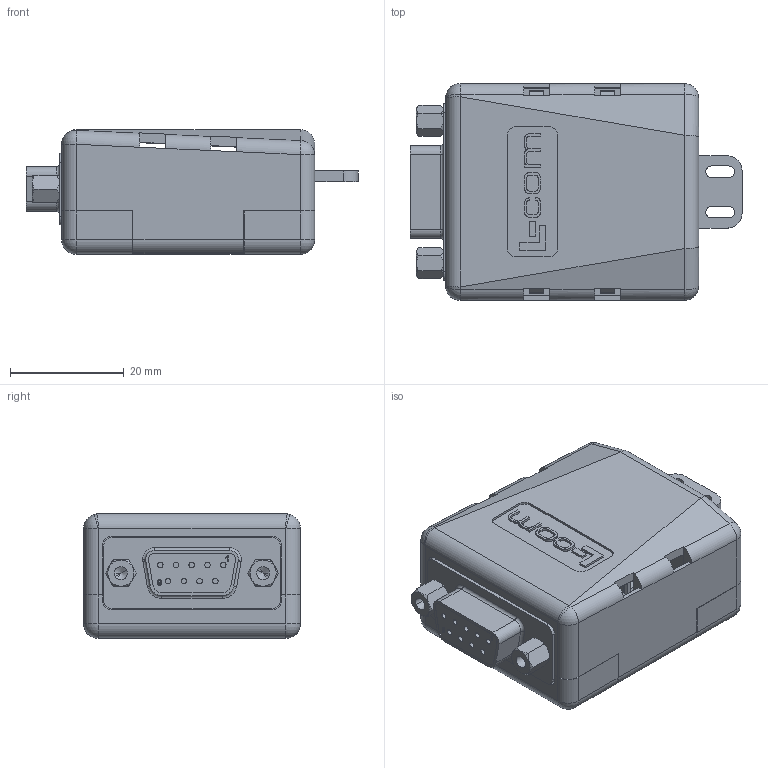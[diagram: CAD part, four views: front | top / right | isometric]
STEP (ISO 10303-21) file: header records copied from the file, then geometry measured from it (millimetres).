
FILE_DESCRIPTION (( 'STEP AP214' ), '1' );
FILE_NAME ('DGB9FT-CVR.STEP', '2014-06-30T12:47:59', ( 'L-Com' ), ( 'L-Com Global Connectivity' ), 'SwSTEP 2.0', 'SolidWorks 2014', '' );
FILE_SCHEMA (( 'AUTOMOTIVE_DESIGN' ));
Length unit declared in the file: inch
Products named in the file (11): 1AG01-199; 1AG01-198; 3AB16-011; 3AA01-017_3AA01-008-125; 3AA02-010; SD9S_Supplier Connector; 3AA05-008_.160lg hex x .190 thd; DGB9FT-MA2; SP19089-MA1; DGB9FT-CVR
Assembly tree (17 placements, depth 3):
  DGB9FT-CVR
    SP19089-MA1
    DGB9FT-MA2
    3AA05-008_.160lg hex x .190 thd  x2
    SD9S_Supplier Connector
    3AA02-010  x2
    3AB16-011  x2
      3AB16-011
      3AA01-017_3AA01-008-125
    1AG01-198
    1AG01-199
Bounding box: 58.34 x 38.1 x 21.89 mm (x, y, z)
Volume: 15271.6 mm3; surface area: 22505.8 mm2
Topology: 22 solids, 22 shells, 1508 faces, 3794 edges, 2397 vertices
Faces by surface type: plane 883, cylinder 353, bspline 101, cone 98, sphere 44, torus 29
Entity records: 39342 total; most frequent: CARTESIAN_POINT 10528, ORIENTED_EDGE 5294, DIRECTION 4883, EDGE_CURVE 2647, LINE 1809, VECTOR 1809, VERTEX_POINT 1706, AXIS2_PLACEMENT_3D 1537
